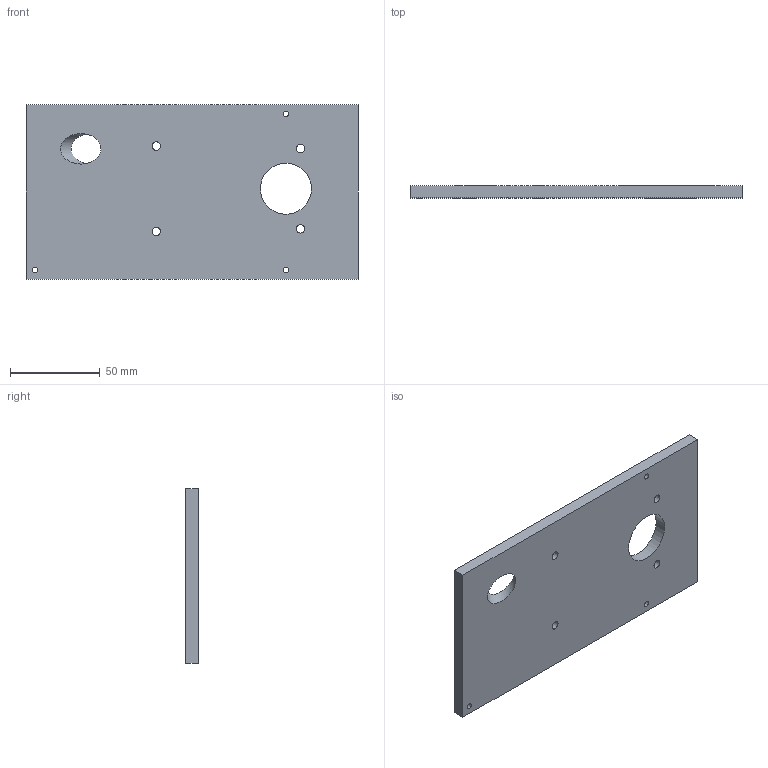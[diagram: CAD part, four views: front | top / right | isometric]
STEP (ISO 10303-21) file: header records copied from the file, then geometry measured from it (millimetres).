
FILE_DESCRIPTION(('HOOPS Exchange Step'),'2;1');
FILE_NAME('CPAP Cover.stp','2026-02-08T20:59:28+19:00',('RED'),('Unknown organisation'),'HOOPS Exchange 2025.8','HOOPS Exchange','Unknown authorisation');
FILE_SCHEMA( ('AP203_CONFIGURATION_CONTROLLED_3D_DESIGN_OF_MECHANICAL_PARTS_AND_ASSEMBLIES_MIM_LF') );
Length unit declared in the file: millimetre
Products named in the file (2): 0; root
Assembly tree (1 placements, depth 2):
  root
    0
Bounding box: 185.06 x 6.75 x 97 mm (x, y, z)
Volume: 112665.6 mm3; surface area: 40189.2 mm2
Topology: 1 solids, 1 shells, 43 faces, 140 edges, 99 vertices
Faces by surface type: cylinder 29, plane 14
Full cylindrical faces by diameter (mm): 3.2 x3, 4.7 x4, 17 x1, 28.462 x1, 56.315 x1
Entity records: 1685 total; most frequent: DIRECTION 311, CARTESIAN_POINT 285, ORIENTED_EDGE 280, EDGE_CURVE 140, AXIS2_PLACEMENT_3D 125, VERTEX_POINT 99, CIRCLE 75, EDGE_LOOP 61
